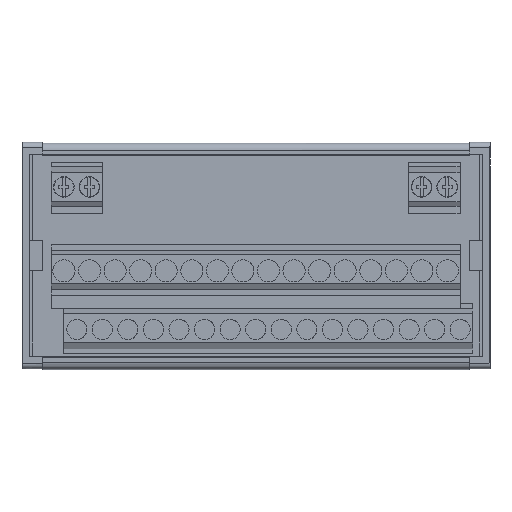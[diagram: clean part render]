
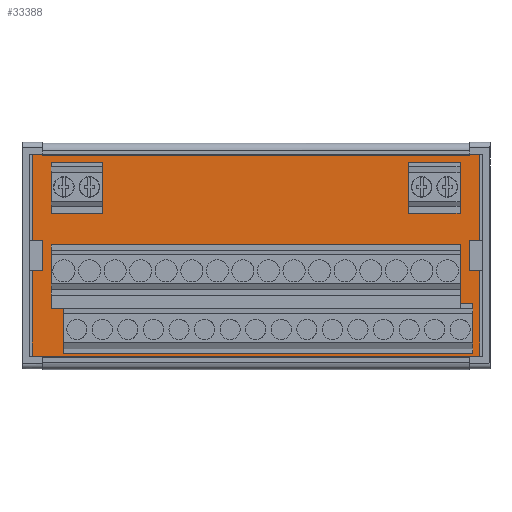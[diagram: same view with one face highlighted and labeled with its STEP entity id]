
A CAD part, top view. The second image highlights one B-rep face of the part: STEP entity #33388.
In plain terms, the highlighted planar face has unit normal (0, 0, 1).
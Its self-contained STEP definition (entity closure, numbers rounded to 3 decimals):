
#33323=AXIS2_PLACEMENT_3D('Plane Axis2P3D',#33320,#33321,#33322) ;
#19511=CARTESIAN_POINT('Vertex',(89.,1.35,21.4)) ;
#19554=CARTESIAN_POINT('Vertex',(4.,1.35,21.4)) ;
#31465=CARTESIAN_POINT('Vertex',(76.88,40.91,21.4)) ;
#31468=CARTESIAN_POINT('Line Origine',(76.88,35.91,21.4)) ;
#31472=CARTESIAN_POINT('Vertex',(76.88,30.91,21.4)) ;
#31497=CARTESIAN_POINT('Line Origine',(81.96,30.91,21.4)) ;
#31501=CARTESIAN_POINT('Vertex',(87.04,30.91,21.4)) ;
#31522=CARTESIAN_POINT('Line Origine',(87.04,35.91,21.4)) ;
#31526=CARTESIAN_POINT('Vertex',(87.04,40.91,21.4)) ;
#31551=CARTESIAN_POINT('Line Origine',(81.96,40.91,21.4)) ;
#31585=CARTESIAN_POINT('Vertex',(5.77,40.91,21.4)) ;
#31588=CARTESIAN_POINT('Line Origine',(5.77,35.91,21.4)) ;
#31592=CARTESIAN_POINT('Vertex',(5.77,30.91,21.4)) ;
#31617=CARTESIAN_POINT('Line Origine',(10.85,30.91,21.4)) ;
#31621=CARTESIAN_POINT('Vertex',(15.93,30.91,21.4)) ;
#31642=CARTESIAN_POINT('Line Origine',(15.93,35.91,21.4)) ;
#31646=CARTESIAN_POINT('Vertex',(15.93,40.91,21.4)) ;
#31671=CARTESIAN_POINT('Line Origine',(10.85,40.91,21.4)) ;
#31705=CARTESIAN_POINT('Vertex',(89.62,13.01,21.4)) ;
#31708=CARTESIAN_POINT('Line Origine',(88.35,13.01,21.4)) ;
#31712=CARTESIAN_POINT('Vertex',(87.08,13.01,21.4)) ;
#31738=CARTESIAN_POINT('Line Origine',(87.08,18.81,21.4)) ;
#31742=CARTESIAN_POINT('Vertex',(87.08,24.61,21.4)) ;
#31771=CARTESIAN_POINT('Line Origine',(46.44,24.61,21.4)) ;
#31775=CARTESIAN_POINT('Vertex',(5.8,24.61,21.4)) ;
#31796=CARTESIAN_POINT('Line Origine',(5.8,18.31,21.4)) ;
#31800=CARTESIAN_POINT('Vertex',(5.8,12.01,21.4)) ;
#31827=CARTESIAN_POINT('Line Origine',(7.07,12.01,21.4)) ;
#31831=CARTESIAN_POINT('Vertex',(8.34,12.01,21.4)) ;
#31854=CARTESIAN_POINT('Line Origine',(8.34,7.51,21.4)) ;
#31858=CARTESIAN_POINT('Vertex',(8.34,3.01,21.4)) ;
#31883=CARTESIAN_POINT('Line Origine',(48.98,3.01,21.4)) ;
#31887=CARTESIAN_POINT('Vertex',(89.62,3.01,21.4)) ;
#32004=CARTESIAN_POINT('Line Origine',(89.62,8.01,21.4)) ;
#32026=CARTESIAN_POINT('Line Origine',(46.5,1.35,21.4)) ;
#33320=CARTESIAN_POINT('Axis2P3D Location',(2.,1.35,21.4)) ;
#33325=CARTESIAN_POINT('Line Origine',(3.,1.35,21.4)) ;
#33329=CARTESIAN_POINT('Vertex',(2.,1.35,21.4)) ;
#33332=CARTESIAN_POINT('Line Origine',(90.,1.35,21.4)) ;
#33336=CARTESIAN_POINT('Vertex',(91.,1.35,21.4)) ;
#33339=CARTESIAN_POINT('Line Origine',(91.,22.35,21.4)) ;
#33343=CARTESIAN_POINT('Vertex',(91.,43.35,21.4)) ;
#33346=CARTESIAN_POINT('Line Origine',(46.5,43.35,21.4)) ;
#33350=CARTESIAN_POINT('Vertex',(2.,43.35,21.4)) ;
#33353=CARTESIAN_POINT('Line Origine',(2.,22.35,21.4)) ;
#31469=DIRECTION('Vector Direction',(0.,-1.,0.)) ;
#31498=DIRECTION('Vector Direction',(1.,0.,0.)) ;
#31523=DIRECTION('Vector Direction',(0.,1.,0.)) ;
#31552=DIRECTION('Vector Direction',(-1.,0.,0.)) ;
#31589=DIRECTION('Vector Direction',(0.,-1.,0.)) ;
#31618=DIRECTION('Vector Direction',(1.,0.,0.)) ;
#31643=DIRECTION('Vector Direction',(0.,1.,0.)) ;
#31672=DIRECTION('Vector Direction',(-1.,0.,0.)) ;
#31709=DIRECTION('Vector Direction',(-1.,0.,0.)) ;
#31739=DIRECTION('Vector Direction',(0.,1.,0.)) ;
#31772=DIRECTION('Vector Direction',(-1.,0.,0.)) ;
#31797=DIRECTION('Vector Direction',(0.,-1.,0.)) ;
#31828=DIRECTION('Vector Direction',(1.,0.,0.)) ;
#31855=DIRECTION('Vector Direction',(0.,-1.,0.)) ;
#31884=DIRECTION('Vector Direction',(1.,0.,0.)) ;
#32005=DIRECTION('Vector Direction',(0.,1.,0.)) ;
#32027=DIRECTION('Vector Direction',(-1.,0.,0.)) ;
#33321=DIRECTION('Axis2P3D Direction',(0.,0.,-1.)) ;
#33322=DIRECTION('Axis2P3D XDirection',(-1.,0.,0.)) ;
#33326=DIRECTION('Vector Direction',(-1.,0.,0.)) ;
#33333=DIRECTION('Vector Direction',(-1.,0.,0.)) ;
#33340=DIRECTION('Vector Direction',(0.,1.,0.)) ;
#33347=DIRECTION('Vector Direction',(-1.,0.,0.)) ;
#33354=DIRECTION('Vector Direction',(0.,-1.,0.)) ;
#31470=VECTOR('Line Direction',#31469,1.) ;
#31499=VECTOR('Line Direction',#31498,1.) ;
#31524=VECTOR('Line Direction',#31523,1.) ;
#31553=VECTOR('Line Direction',#31552,1.) ;
#31590=VECTOR('Line Direction',#31589,1.) ;
#31619=VECTOR('Line Direction',#31618,1.) ;
#31644=VECTOR('Line Direction',#31643,1.) ;
#31673=VECTOR('Line Direction',#31672,1.) ;
#31710=VECTOR('Line Direction',#31709,1.) ;
#31740=VECTOR('Line Direction',#31739,1.) ;
#31773=VECTOR('Line Direction',#31772,1.) ;
#31798=VECTOR('Line Direction',#31797,1.) ;
#31829=VECTOR('Line Direction',#31828,1.) ;
#31856=VECTOR('Line Direction',#31855,1.) ;
#31885=VECTOR('Line Direction',#31884,1.) ;
#32006=VECTOR('Line Direction',#32005,1.) ;
#32028=VECTOR('Line Direction',#32027,1.) ;
#33327=VECTOR('Line Direction',#33326,1.) ;
#33334=VECTOR('Line Direction',#33333,1.) ;
#33341=VECTOR('Line Direction',#33340,1.) ;
#33348=VECTOR('Line Direction',#33347,1.) ;
#33355=VECTOR('Line Direction',#33354,1.) ;
#33359=ORIENTED_EDGE('',*,*,#33331,.F.) ;
#33360=ORIENTED_EDGE('',*,*,#32030,.F.) ;
#33361=ORIENTED_EDGE('',*,*,#33338,.F.) ;
#33362=ORIENTED_EDGE('',*,*,#33345,.T.) ;
#33363=ORIENTED_EDGE('',*,*,#33352,.T.) ;
#33364=ORIENTED_EDGE('',*,*,#33357,.T.) ;
#33367=ORIENTED_EDGE('',*,*,#31889,.F.) ;
#33368=ORIENTED_EDGE('',*,*,#31860,.F.) ;
#33369=ORIENTED_EDGE('',*,*,#31833,.F.) ;
#33370=ORIENTED_EDGE('',*,*,#31802,.F.) ;
#33371=ORIENTED_EDGE('',*,*,#31777,.F.) ;
#33372=ORIENTED_EDGE('',*,*,#31744,.F.) ;
#33373=ORIENTED_EDGE('',*,*,#31714,.F.) ;
#33374=ORIENTED_EDGE('',*,*,#32008,.F.) ;
#33377=ORIENTED_EDGE('',*,*,#31648,.F.) ;
#33378=ORIENTED_EDGE('',*,*,#31623,.F.) ;
#33379=ORIENTED_EDGE('',*,*,#31594,.F.) ;
#33380=ORIENTED_EDGE('',*,*,#31675,.F.) ;
#33383=ORIENTED_EDGE('',*,*,#31528,.F.) ;
#33384=ORIENTED_EDGE('',*,*,#31503,.F.) ;
#33385=ORIENTED_EDGE('',*,*,#31474,.F.) ;
#33386=ORIENTED_EDGE('',*,*,#31555,.F.) ;
#33375=FACE_BOUND('',#33366,.T.) ;
#33381=FACE_BOUND('',#33376,.T.) ;
#33387=FACE_BOUND('',#33382,.T.) ;
#33388=ADVANCED_FACE('NONE',(#33365,#33375,#33381,#33387),#33324,.F.) ;
#31474=EDGE_CURVE('',#31466,#31473,#31471,.T.) ;
#31503=EDGE_CURVE('',#31473,#31502,#31500,.T.) ;
#31528=EDGE_CURVE('',#31502,#31527,#31525,.T.) ;
#31555=EDGE_CURVE('',#31527,#31466,#31554,.T.) ;
#31594=EDGE_CURVE('',#31586,#31593,#31591,.T.) ;
#31623=EDGE_CURVE('',#31593,#31622,#31620,.T.) ;
#31648=EDGE_CURVE('',#31622,#31647,#31645,.T.) ;
#31675=EDGE_CURVE('',#31647,#31586,#31674,.T.) ;
#31714=EDGE_CURVE('',#31706,#31713,#31711,.T.) ;
#31744=EDGE_CURVE('',#31713,#31743,#31741,.T.) ;
#31777=EDGE_CURVE('',#31743,#31776,#31774,.T.) ;
#31802=EDGE_CURVE('',#31776,#31801,#31799,.T.) ;
#31833=EDGE_CURVE('',#31801,#31832,#31830,.T.) ;
#31860=EDGE_CURVE('',#31832,#31859,#31857,.T.) ;
#31889=EDGE_CURVE('',#31859,#31888,#31886,.T.) ;
#32008=EDGE_CURVE('',#31888,#31706,#32007,.T.) ;
#32030=EDGE_CURVE('',#19512,#19555,#32029,.T.) ;
#33331=EDGE_CURVE('',#19555,#33330,#33328,.T.) ;
#33338=EDGE_CURVE('',#33337,#19512,#33335,.T.) ;
#33345=EDGE_CURVE('',#33337,#33344,#33342,.T.) ;
#33352=EDGE_CURVE('',#33344,#33351,#33349,.T.) ;
#33357=EDGE_CURVE('',#33351,#33330,#33356,.T.) ;
#33358=EDGE_LOOP('',(#33359,#33360,#33361,#33362,#33363,#33364)) ;
#33366=EDGE_LOOP('',(#33367,#33368,#33369,#33370,#33371,#33372,#33373,#33374)) ;
#33376=EDGE_LOOP('',(#33377,#33378,#33379,#33380)) ;
#33382=EDGE_LOOP('',(#33383,#33384,#33385,#33386)) ;
#33365=FACE_OUTER_BOUND('',#33358,.T.) ;
#31471=LINE('Line',#31468,#31470) ;
#31500=LINE('Line',#31497,#31499) ;
#31525=LINE('Line',#31522,#31524) ;
#31554=LINE('Line',#31551,#31553) ;
#31591=LINE('Line',#31588,#31590) ;
#31620=LINE('Line',#31617,#31619) ;
#31645=LINE('Line',#31642,#31644) ;
#31674=LINE('Line',#31671,#31673) ;
#31711=LINE('Line',#31708,#31710) ;
#31741=LINE('Line',#31738,#31740) ;
#31774=LINE('Line',#31771,#31773) ;
#31799=LINE('Line',#31796,#31798) ;
#31830=LINE('Line',#31827,#31829) ;
#31857=LINE('Line',#31854,#31856) ;
#31886=LINE('Line',#31883,#31885) ;
#32007=LINE('Line',#32004,#32006) ;
#32029=LINE('Line',#32026,#32028) ;
#33328=LINE('Line',#33325,#33327) ;
#33335=LINE('Line',#33332,#33334) ;
#33342=LINE('Line',#33339,#33341) ;
#33349=LINE('Line',#33346,#33348) ;
#33356=LINE('Line',#33353,#33355) ;
#33324=PLANE('',#33323) ;
#19512=VERTEX_POINT('',#19511) ;
#19555=VERTEX_POINT('',#19554) ;
#31466=VERTEX_POINT('',#31465) ;
#31473=VERTEX_POINT('',#31472) ;
#31502=VERTEX_POINT('',#31501) ;
#31527=VERTEX_POINT('',#31526) ;
#31586=VERTEX_POINT('',#31585) ;
#31593=VERTEX_POINT('',#31592) ;
#31622=VERTEX_POINT('',#31621) ;
#31647=VERTEX_POINT('',#31646) ;
#31706=VERTEX_POINT('',#31705) ;
#31713=VERTEX_POINT('',#31712) ;
#31743=VERTEX_POINT('',#31742) ;
#31776=VERTEX_POINT('',#31775) ;
#31801=VERTEX_POINT('',#31800) ;
#31832=VERTEX_POINT('',#31831) ;
#31859=VERTEX_POINT('',#31858) ;
#31888=VERTEX_POINT('',#31887) ;
#33330=VERTEX_POINT('',#33329) ;
#33337=VERTEX_POINT('',#33336) ;
#33344=VERTEX_POINT('',#33343) ;
#33351=VERTEX_POINT('',#33350) ;
